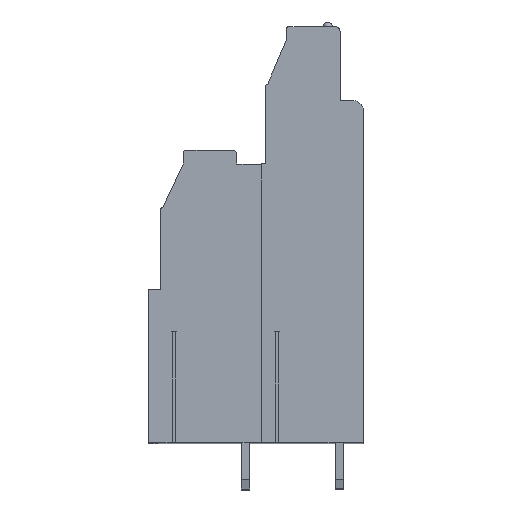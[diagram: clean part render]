
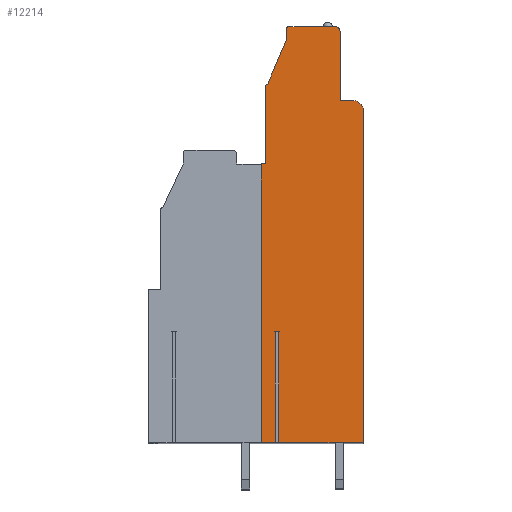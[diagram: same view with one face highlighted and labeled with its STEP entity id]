
A CAD part, top view. The second image highlights one B-rep face of the part: STEP entity #12214.
In plain terms, the highlighted planar face has unit normal (0, 0, 1).
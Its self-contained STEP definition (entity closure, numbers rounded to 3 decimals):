
#13=DIRECTION('',(1.,0.,0.));
#14=VECTOR('',#13,0.38);
#15=CARTESIAN_POINT('',(1.01,-18.05,63.5));
#16=LINE('',#15,#14);
#17=DIRECTION('',(0.,1.,0.));
#18=VECTOR('',#17,11.95);
#19=CARTESIAN_POINT('',(1.01,-30.,63.5));
#20=LINE('',#19,#18);
#21=DIRECTION('',(1.,0.,0.));
#22=VECTOR('',#21,1.51);
#23=CARTESIAN_POINT('',(-0.5,-30.,63.5));
#24=LINE('',#23,#22);
#25=DIRECTION('',(0.,1.,0.));
#26=VECTOR('',#25,30.);
#27=CARTESIAN_POINT('',(-0.5,-30.,63.5));
#28=LINE('',#27,#26);
#29=DIRECTION('',(-1.,0.,0.));
#30=VECTOR('',#29,0.5);
#31=CARTESIAN_POINT('',(0.,0.,63.5));
#32=LINE('',#31,#30);
#33=DIRECTION('',(0.,-1.,0.));
#34=VECTOR('',#33,8.4);
#35=CARTESIAN_POINT('',(0.,8.4,63.5));
#36=LINE('',#35,#34);
#37=CARTESIAN_POINT('',(0.2,8.4,63.5));
#38=DIRECTION('',(0.,0.,1.));
#39=DIRECTION('',(0.,1.,0.));
#40=AXIS2_PLACEMENT_3D('',#37,#38,#39);
#42=DIRECTION('',(-0.392,-0.92,0.));
#43=VECTOR('',#42,5.108);
#44=CARTESIAN_POINT('',(2.2,13.3,63.5));
#45=LINE('',#44,#43);
#46=DIRECTION('',(0.,-1.,0.));
#47=VECTOR('',#46,1.2);
#48=CARTESIAN_POINT('',(2.2,14.5,63.5));
#49=LINE('',#48,#47);
#50=CARTESIAN_POINT('',(2.5,14.5,63.5));
#51=DIRECTION('',(0.,0.,1.));
#52=DIRECTION('',(0.,1.,0.));
#53=AXIS2_PLACEMENT_3D('',#50,#51,#52);
#55=DIRECTION('',(-1.,0.,0.));
#56=VECTOR('',#55,5.);
#57=CARTESIAN_POINT('',(7.5,14.8,63.5));
#58=LINE('',#57,#56);
#59=CARTESIAN_POINT('',(7.5,14.3,63.5));
#60=DIRECTION('',(0.,0.,1.));
#61=DIRECTION('',(1.,0.,0.));
#62=AXIS2_PLACEMENT_3D('',#59,#60,#61);
#64=DIRECTION('',(0.,1.,0.));
#65=VECTOR('',#64,7.5);
#66=CARTESIAN_POINT('',(8.,6.8,63.5));
#67=LINE('',#66,#65);
#68=DIRECTION('',(-1.,0.,0.));
#69=VECTOR('',#68,1.5);
#70=CARTESIAN_POINT('',(9.5,6.8,63.5));
#71=LINE('',#70,#69);
#72=CARTESIAN_POINT('',(9.5,5.8,63.5));
#73=DIRECTION('',(0.,0.,1.));
#74=DIRECTION('',(1.,0.,0.));
#75=AXIS2_PLACEMENT_3D('',#72,#73,#74);
#77=DIRECTION('',(0.,1.,0.));
#78=VECTOR('',#77,35.8);
#79=CARTESIAN_POINT('',(10.5,-30.,63.5));
#80=LINE('',#79,#78);
#81=DIRECTION('',(1.,0.,0.));
#82=VECTOR('',#81,9.11);
#83=CARTESIAN_POINT('',(1.39,-30.,63.5));
#84=LINE('',#83,#82);
#85=DIRECTION('',(0.,1.,0.));
#86=VECTOR('',#85,11.95);
#87=CARTESIAN_POINT('',(1.39,-30.,63.5));
#88=LINE('',#87,#86);
#9379=CARTESIAN_POINT('',(10.5,-30.,63.5));
#9380=CARTESIAN_POINT('',(10.5,5.8,63.5));
#9381=VERTEX_POINT('',#9379);
#9382=VERTEX_POINT('',#9380);
#9383=CARTESIAN_POINT('',(9.5,6.8,63.5));
#9384=VERTEX_POINT('',#9383);
#9385=CARTESIAN_POINT('',(8.,6.8,63.5));
#9386=VERTEX_POINT('',#9385);
#9387=CARTESIAN_POINT('',(8.,14.3,63.5));
#9388=VERTEX_POINT('',#9387);
#9389=CARTESIAN_POINT('',(7.5,14.8,63.5));
#9390=VERTEX_POINT('',#9389);
#9391=CARTESIAN_POINT('',(2.5,14.8,63.5));
#9392=VERTEX_POINT('',#9391);
#9393=CARTESIAN_POINT('',(2.2,14.5,63.5));
#9394=VERTEX_POINT('',#9393);
#9395=CARTESIAN_POINT('',(2.2,13.3,63.5));
#9396=VERTEX_POINT('',#9395);
#9397=CARTESIAN_POINT('',(0.2,8.6,63.5));
#9398=VERTEX_POINT('',#9397);
#9399=CARTESIAN_POINT('',(0.,8.4,63.5));
#9400=VERTEX_POINT('',#9399);
#9401=CARTESIAN_POINT('',(0.,0.,63.5));
#9402=VERTEX_POINT('',#9401);
#9427=CARTESIAN_POINT('',(-0.5,-30.,63.5));
#9428=CARTESIAN_POINT('',(-0.5,0.,63.5));
#9429=VERTEX_POINT('',#9427);
#9430=VERTEX_POINT('',#9428);
#9511=CARTESIAN_POINT('',(1.01,-18.05,63.5));
#9512=CARTESIAN_POINT('',(1.39,-18.05,63.5));
#9513=VERTEX_POINT('',#9511);
#9514=VERTEX_POINT('',#9512);
#9515=CARTESIAN_POINT('',(1.01,-30.,63.5));
#9516=VERTEX_POINT('',#9515);
#9517=CARTESIAN_POINT('',(1.39,-30.,63.5));
#9518=VERTEX_POINT('',#9517);
#12171=CARTESIAN_POINT('',(0.,0.,63.5));
#12172=DIRECTION('',(0.,0.,1.));
#12173=DIRECTION('',(1.,0.,0.));
#12174=AXIS2_PLACEMENT_3D('',#12171,#12172,#12173);
#12175=PLANE('',#12174);
#12177=ORIENTED_EDGE('',*,*,#12176,.F.);
#12179=ORIENTED_EDGE('',*,*,#12178,.F.);
#12181=ORIENTED_EDGE('',*,*,#12180,.F.);
#12183=ORIENTED_EDGE('',*,*,#12182,.T.);
#12185=ORIENTED_EDGE('',*,*,#12184,.F.);
#12187=ORIENTED_EDGE('',*,*,#12186,.F.);
#12189=ORIENTED_EDGE('',*,*,#12188,.F.);
#12191=ORIENTED_EDGE('',*,*,#12190,.F.);
#12193=ORIENTED_EDGE('',*,*,#12192,.F.);
#12195=ORIENTED_EDGE('',*,*,#12194,.F.);
#12197=ORIENTED_EDGE('',*,*,#12196,.F.);
#12199=ORIENTED_EDGE('',*,*,#12198,.F.);
#12201=ORIENTED_EDGE('',*,*,#12200,.F.);
#12203=ORIENTED_EDGE('',*,*,#12202,.F.);
#12205=ORIENTED_EDGE('',*,*,#12204,.F.);
#12207=ORIENTED_EDGE('',*,*,#12206,.F.);
#12209=ORIENTED_EDGE('',*,*,#12208,.F.);
#12211=ORIENTED_EDGE('',*,*,#12210,.T.);
#12212=EDGE_LOOP('',(#12177,#12179,#12181,#12183,#12185,#12187,#12189,#12191,
#12193,#12195,#12197,#12199,#12201,#12203,#12205,#12207,#12209,#12211));
#12213=FACE_OUTER_BOUND('',#12212,.F.);
#41=CIRCLE('',#40,0.2);
#54=CIRCLE('',#53,0.3);
#63=CIRCLE('',#62,0.5);
#76=CIRCLE('',#75,1.);
#12176=EDGE_CURVE('',#9513,#9514,#16,.T.);
#12178=EDGE_CURVE('',#9516,#9513,#20,.T.);
#12180=EDGE_CURVE('',#9429,#9516,#24,.T.);
#12182=EDGE_CURVE('',#9429,#9430,#28,.T.);
#12184=EDGE_CURVE('',#9402,#9430,#32,.T.);
#12186=EDGE_CURVE('',#9400,#9402,#36,.T.);
#12188=EDGE_CURVE('',#9398,#9400,#41,.T.);
#12190=EDGE_CURVE('',#9396,#9398,#45,.T.);
#12192=EDGE_CURVE('',#9394,#9396,#49,.T.);
#12194=EDGE_CURVE('',#9392,#9394,#54,.T.);
#12196=EDGE_CURVE('',#9390,#9392,#58,.T.);
#12198=EDGE_CURVE('',#9388,#9390,#63,.T.);
#12200=EDGE_CURVE('',#9386,#9388,#67,.T.);
#12202=EDGE_CURVE('',#9384,#9386,#71,.T.);
#12204=EDGE_CURVE('',#9382,#9384,#76,.T.);
#12206=EDGE_CURVE('',#9381,#9382,#80,.T.);
#12208=EDGE_CURVE('',#9518,#9381,#84,.T.);
#12210=EDGE_CURVE('',#9518,#9514,#88,.T.);
#12214=ADVANCED_FACE('',(#12213),#12175,.T.);
